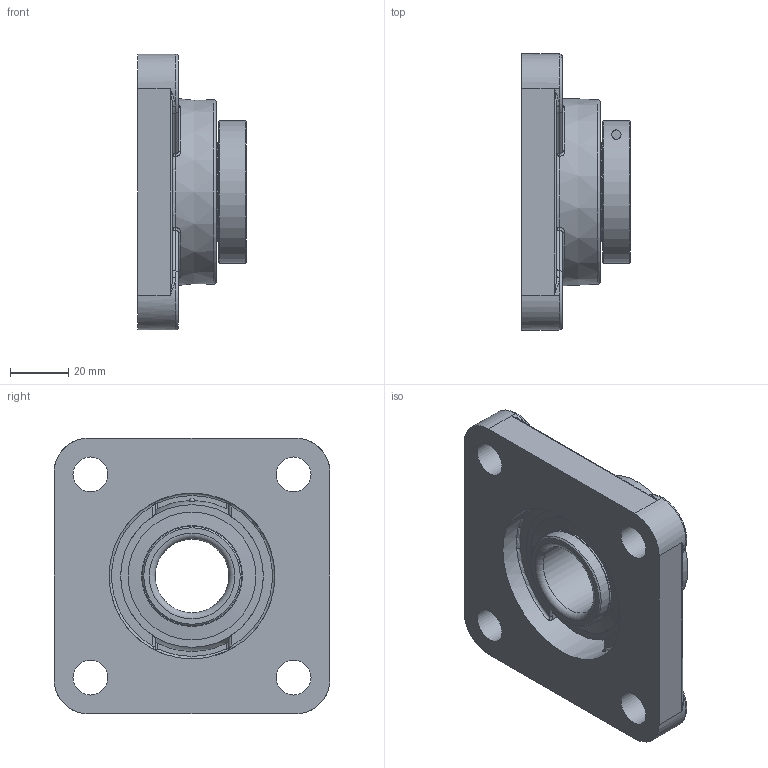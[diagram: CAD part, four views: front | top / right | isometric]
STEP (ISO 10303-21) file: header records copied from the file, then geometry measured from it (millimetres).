
FILE_DESCRIPTION(('HOOPS Exchange Step'),'2;1');
FILE_NAME('export-EBB199F3-2227-440E-B8E0-EC16D8BEF5FF.stp','2020-05-28T13:12:36-07:00',('dkerr'),('Alibre'),'HOOPS Exchange 2020.0','Alibre','Unknown authorisation');
FILE_SCHEMA( ('AP242_MANAGED_MODEL_BASED_3D_ENGINEERING_MIM_LF {1 0 10303 442 1 1 4 }') );
Length unit declared in the file: inch
Products named in the file (8): MRN SFM L4L 205; MRN SUE 205-16 L4L (1.0) (Race); MRN SUE 205 L4L (Ball); MRN SUE 205 L4L (Shield); MRN SUE 205 L4L (Lock Ring); MRN SUE 205 L4L (Bolt); MRN SUE 205-16 L4L (1.0); MRN SUESFM 205-16 L4L (1.000inch)
Assembly tree (7 placements, depth 3):
  MRN SUESFM 205-16 L4L (1.000inch)
    MRN SFM L4L 205
    MRN SUE 205-16 L4L (1.0)
      MRN SUE 205-16 L4L (1.0) (Race)
      MRN SUE 205 L4L (Ball)
      MRN SUE 205 L4L (Shield)
      MRN SUE 205 L4L (Lock Ring)
      MRN SUE 205 L4L (Bolt)
Bounding box: 37.3 x 95 x 95 mm (x, y, z)
Volume: 124022 mm3; surface area: 50069.6 mm2
Topology: 16 solids, 16 shells, 275 faces, 730 edges, 451 vertices
Faces by surface type: cylinder 76, plane 73, torus 44, cone 29, bspline 28, sphere 25
Full cylindrical faces by diameter (mm): 3.242 x2, 4 x1, 7 x1, 12 x4, 25.4 x1, 34.225 x4, 34.733 x2, 44 x4, 57.15 x1, 60.25 x1
Entity records: 14511 total; most frequent: CARTESIAN_POINT 7698, DIRECTION 1422, ORIENTED_EDGE 1376, EDGE_CURVE 688, AXIS2_PLACEMENT_3D 609, VERTEX_POINT 451, CIRCLE 339, EDGE_LOOP 303
